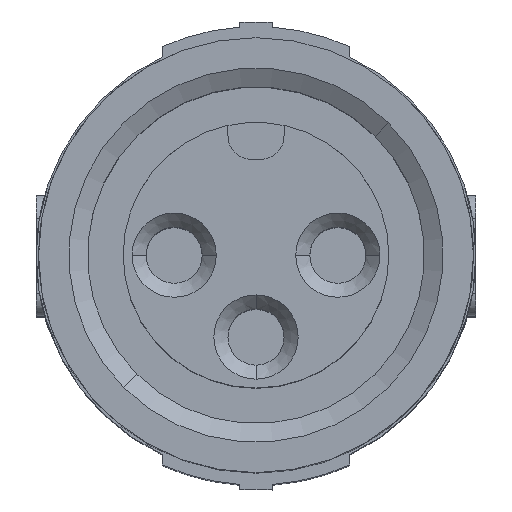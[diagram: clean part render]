
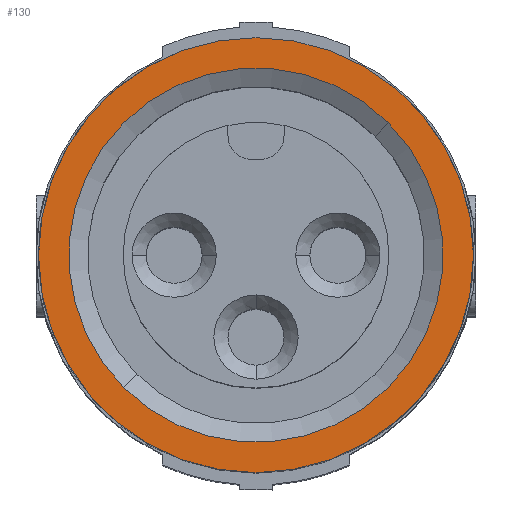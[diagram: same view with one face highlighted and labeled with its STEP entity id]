
A CAD part, top view. The second image highlights one B-rep face of the part: STEP entity #130.
In plain terms, the highlighted planar face has unit normal (0, 0, 1).
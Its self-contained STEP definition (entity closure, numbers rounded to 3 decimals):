
#130=ADVANCED_FACE('',(#336,#337),#338,.T.);
#336=FACE_OUTER_BOUND('',#787,.T.);
#337=FACE_BOUND('',#788,.T.);
#338=PLANE('',#789);
#787=EDGE_LOOP('',(#1546,#1547));
#788=EDGE_LOOP('',(#1548,#1549));
#789=AXIS2_PLACEMENT_3D('',#1550,#1551,#1552);
#1546=ORIENTED_EDGE('',*,*,#2006,.T.);
#1547=ORIENTED_EDGE('',*,*,#2008,.T.);
#1548=ORIENTED_EDGE('',*,*,#2009,.T.);
#1549=ORIENTED_EDGE('',*,*,#2010,.T.);
#1550=CARTESIAN_POINT('',(19.701,35.013,218.5));
#1551=DIRECTION('',(0.0,0.0,1.0));
#1552=DIRECTION('',(1.0,0.0,0.0));
#2006=EDGE_CURVE('',#2457,#2455,#2458,.T.);
#2008=EDGE_CURVE('',#2455,#2457,#2460,.T.);
#2009=EDGE_CURVE('',#2461,#2462,#2463,.T.);
#2010=EDGE_CURVE('',#2462,#2461,#2464,.T.);
#2455=VERTEX_POINT('',#3277);
#2457=VERTEX_POINT('',#3280);
#2458=CIRCLE('',#3281,4.65);
#2460=CIRCLE('',#3284,4.65);
#2461=VERTEX_POINT('',#3285);
#2462=VERTEX_POINT('',#3286);
#2463=CIRCLE('',#3287,4.0);
#2464=CIRCLE('',#3288,4.0);
#3277=CARTESIAN_POINT('',(20.465,28.978,218.5));
#3280=CARTESIAN_POINT('',(20.465,38.278,218.5));
#3281=AXIS2_PLACEMENT_3D('',#3802,#3803,#3804);
#3284=AXIS2_PLACEMENT_3D('',#3806,#3807,#3808);
#3285=CARTESIAN_POINT('',(17.637,30.8,218.5));
#3286=CARTESIAN_POINT('',(23.293,36.456,218.5));
#3287=AXIS2_PLACEMENT_3D('',#3809,#3810,#3811);
#3288=AXIS2_PLACEMENT_3D('',#3812,#3813,#3814);
#3802=CARTESIAN_POINT('',(20.465,33.628,218.5));
#3803=DIRECTION('',(0.0,-0.0,1.0));
#3804=DIRECTION('',(0.0,1.0,0.0));
#3806=CARTESIAN_POINT('',(20.465,33.628,218.5));
#3807=DIRECTION('',(0.0,0.0,1.0));
#3808=DIRECTION('',(0.0,-1.0,0.0));
#3809=CARTESIAN_POINT('',(20.465,33.628,218.5));
#3810=DIRECTION('',(-0.0,0.0,-1.0));
#3811=DIRECTION('',(-0.707,-0.707,0.0));
#3812=CARTESIAN_POINT('',(20.465,33.628,218.5));
#3813=DIRECTION('',(0.0,0.0,-1.0));
#3814=DIRECTION('',(0.707,0.707,0.0));
